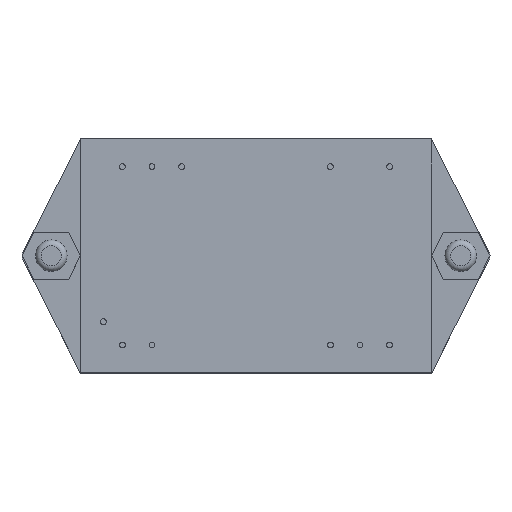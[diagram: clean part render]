
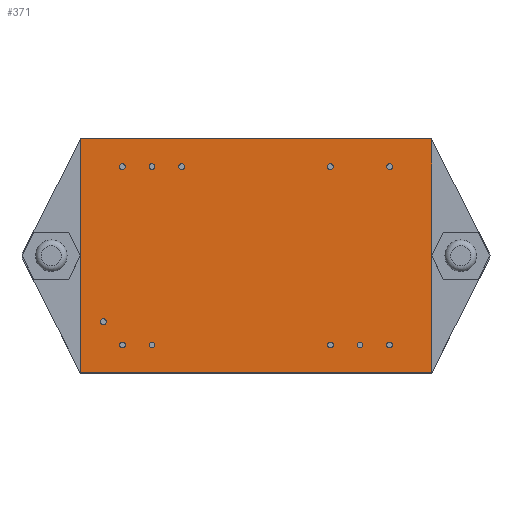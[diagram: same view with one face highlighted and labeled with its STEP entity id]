
A CAD part, top view. The second image highlights one B-rep face of the part: STEP entity #371.
In plain terms, the highlighted planar face has unit normal (0, 0, 1).
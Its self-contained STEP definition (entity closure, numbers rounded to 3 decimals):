
#371=ADVANCED_FACE('',(#974,#976,#978,#980,#982,#984,#986,#988,#990,#992,#994,#996),
#998,.T.);
#974=FACE_BOUND('',#975,.T.);
#975=EDGE_LOOP('',(#1521,#1522,#1523,#1524));
#976=FACE_BOUND('',#977,.T.);
#977=EDGE_LOOP('',(#1525));
#978=FACE_BOUND('',#979,.T.);
#979=EDGE_LOOP('',(#1526));
#980=FACE_BOUND('',#981,.T.);
#981=EDGE_LOOP('',(#1527));
#982=FACE_BOUND('',#983,.T.);
#983=EDGE_LOOP('',(#1528));
#984=FACE_BOUND('',#985,.T.);
#985=EDGE_LOOP('',(#1529));
#986=FACE_BOUND('',#987,.T.);
#987=EDGE_LOOP('',(#1530));
#988=FACE_BOUND('',#989,.T.);
#989=EDGE_LOOP('',(#1531));
#990=FACE_BOUND('',#991,.T.);
#991=EDGE_LOOP('',(#1532));
#992=FACE_BOUND('',#993,.T.);
#993=EDGE_LOOP('',(#1533));
#994=FACE_BOUND('',#995,.T.);
#995=EDGE_LOOP('',(#1534));
#996=FACE_BOUND('',#997,.T.);
#997=EDGE_LOOP('',(#1535));
#998=PLANE('',#999);
#999=AXIS2_PLACEMENT_3D('',#1000,#1001,#1002);
#1000=CARTESIAN_POINT('',(0.,0.,10.2));
#1001=DIRECTION('',(0.,0.,1.));
#1002=DIRECTION('',(1.,0.,0.));
#1521=ORIENTED_EDGE('',*,*,#1747,.T.);
#1522=ORIENTED_EDGE('',*,*,#1748,.T.);
#1523=ORIENTED_EDGE('',*,*,#1749,.T.);
#1524=ORIENTED_EDGE('',*,*,#1750,.T.);
#1525=ORIENTED_EDGE('',*,*,#1751,.F.);
#1526=ORIENTED_EDGE('',*,*,#1752,.F.);
#1527=ORIENTED_EDGE('',*,*,#1753,.F.);
#1528=ORIENTED_EDGE('',*,*,#1754,.F.);
#1529=ORIENTED_EDGE('',*,*,#1755,.F.);
#1530=ORIENTED_EDGE('',*,*,#1756,.F.);
#1531=ORIENTED_EDGE('',*,*,#1757,.F.);
#1532=ORIENTED_EDGE('',*,*,#1758,.F.);
#1533=ORIENTED_EDGE('',*,*,#1759,.F.);
#1534=ORIENTED_EDGE('',*,*,#1760,.F.);
#1535=ORIENTED_EDGE('',*,*,#1761,.F.);
#1747=EDGE_CURVE('',#1860,#1861,#1862,.T.);
#1748=EDGE_CURVE('',#1861,#1863,#1864,.T.);
#1749=EDGE_CURVE('',#1863,#1865,#1866,.T.);
#1750=EDGE_CURVE('',#1865,#1860,#1867,.T.);
#1751=EDGE_CURVE('',#1868,#1868,#1869,.T.);
#1752=EDGE_CURVE('',#1870,#1870,#1871,.T.);
#1753=EDGE_CURVE('',#1872,#1872,#1873,.T.);
#1754=EDGE_CURVE('',#1874,#1874,#1875,.T.);
#1755=EDGE_CURVE('',#1876,#1876,#1877,.T.);
#1756=EDGE_CURVE('',#1878,#1878,#1879,.T.);
#1757=EDGE_CURVE('',#1880,#1880,#1881,.T.);
#1758=EDGE_CURVE('',#1882,#1882,#1883,.T.);
#1759=EDGE_CURVE('',#1884,#1884,#1885,.T.);
#1760=EDGE_CURVE('',#1886,#1886,#1887,.T.);
#1761=EDGE_CURVE('',#1888,#1888,#1889,.T.);
#1860=VERTEX_POINT('',#2058);
#1861=VERTEX_POINT('',#2059);
#1862=LINE('',#2060,#2061);
#1863=VERTEX_POINT('',#2063);
#1864=LINE('',#2064,#2065);
#1865=VERTEX_POINT('',#2067);
#1866=LINE('',#2068,#2069);
#1867=LINE('',#2071,#2072);
#1868=VERTEX_POINT('',#2074);
#1869=CIRCLE('',#2075,0.25);
#1870=VERTEX_POINT('',#2079);
#1871=CIRCLE('',#2080,0.25);
#1872=VERTEX_POINT('',#2084);
#1873=CIRCLE('',#2085,0.25);
#1874=VERTEX_POINT('',#2089);
#1875=CIRCLE('',#2090,0.25);
#1876=VERTEX_POINT('',#2094);
#1877=CIRCLE('',#2095,0.25);
#1878=VERTEX_POINT('',#2099);
#1879=CIRCLE('',#2100,0.25);
#1880=VERTEX_POINT('',#2104);
#1881=CIRCLE('',#2105,0.25);
#1882=VERTEX_POINT('',#2109);
#1883=CIRCLE('',#2110,0.25);
#1884=VERTEX_POINT('',#2114);
#1885=CIRCLE('',#2115,0.25);
#1886=VERTEX_POINT('',#2119);
#1887=CIRCLE('',#2120,0.25);
#1888=VERTEX_POINT('',#2124);
#1889=CIRCLE('',#2125,0.25);
#2058=CARTESIAN_POINT('',(35.,0.,10.2));
#2059=CARTESIAN_POINT('',(35.,20.,10.2));
#2060=CARTESIAN_POINT('',(35.,0.,10.2));
#2061=VECTOR('',#2062,1.);
#2062=DIRECTION('',(0.,1.,0.));
#2063=CARTESIAN_POINT('',(5.,20.,10.2));
#2064=CARTESIAN_POINT('',(35.,20.,10.2));
#2065=VECTOR('',#2066,1.);
#2066=DIRECTION('',(-1.,0.,0.));
#2067=CARTESIAN_POINT('',(5.,0.,10.2));
#2068=CARTESIAN_POINT('',(5.,20.,10.2));
#2069=VECTOR('',#2070,1.);
#2070=DIRECTION('',(0.,-1.,0.));
#2071=CARTESIAN_POINT('',(5.,0.,10.2));
#2072=VECTOR('',#2073,1.);
#2073=DIRECTION('',(1.,0.,0.));
#2074=CARTESIAN_POINT('',(7.2,4.37,10.2));
#2075=AXIS2_PLACEMENT_3D('',#2076,#2077,#2078);
#2076=CARTESIAN_POINT('',(6.95,4.37,10.2));
#2077=DIRECTION('',(0.,0.,1.));
#2078=DIRECTION('',(1.,0.,0.));
#2079=CARTESIAN_POINT('',(8.82,2.38,10.2));
#2080=AXIS2_PLACEMENT_3D('',#2081,#2082,#2083);
#2081=CARTESIAN_POINT('',(8.57,2.38,10.2));
#2082=DIRECTION('',(0.,0.,1.));
#2083=DIRECTION('',(1.,0.,0.));
#2084=CARTESIAN_POINT('',(11.36,2.38,10.2));
#2085=AXIS2_PLACEMENT_3D('',#2086,#2087,#2088);
#2086=CARTESIAN_POINT('',(11.11,2.38,10.2));
#2087=DIRECTION('',(0.,0.,1.));
#2088=DIRECTION('',(1.,0.,0.));
#2089=CARTESIAN_POINT('',(8.82,17.62,10.2));
#2090=AXIS2_PLACEMENT_3D('',#2091,#2092,#2093);
#2091=CARTESIAN_POINT('',(8.57,17.62,10.2));
#2092=DIRECTION('',(0.,0.,1.));
#2093=DIRECTION('',(1.,0.,0.));
#2094=CARTESIAN_POINT('',(11.36,17.62,10.2));
#2095=AXIS2_PLACEMENT_3D('',#2096,#2097,#2098);
#2096=CARTESIAN_POINT('',(11.11,17.62,10.2));
#2097=DIRECTION('',(0.,0.,1.));
#2098=DIRECTION('',(1.,0.,0.));
#2099=CARTESIAN_POINT('',(13.9,17.62,10.2));
#2100=AXIS2_PLACEMENT_3D('',#2101,#2102,#2103);
#2101=CARTESIAN_POINT('',(13.65,17.62,10.2));
#2102=DIRECTION('',(0.,0.,1.));
#2103=DIRECTION('',(1.,0.,0.));
#2104=CARTESIAN_POINT('',(26.6,2.38,10.2));
#2105=AXIS2_PLACEMENT_3D('',#2106,#2107,#2108);
#2106=CARTESIAN_POINT('',(26.35,2.38,10.2));
#2107=DIRECTION('',(0.,0.,1.));
#2108=DIRECTION('',(1.,0.,0.));
#2109=CARTESIAN_POINT('',(29.14,2.38,10.2));
#2110=AXIS2_PLACEMENT_3D('',#2111,#2112,#2113);
#2111=CARTESIAN_POINT('',(28.89,2.38,10.2));
#2112=DIRECTION('',(0.,0.,1.));
#2113=DIRECTION('',(1.,0.,0.));
#2114=CARTESIAN_POINT('',(31.68,2.38,10.2));
#2115=AXIS2_PLACEMENT_3D('',#2116,#2117,#2118);
#2116=CARTESIAN_POINT('',(31.43,2.38,10.2));
#2117=DIRECTION('',(0.,0.,1.));
#2118=DIRECTION('',(1.,0.,0.));
#2119=CARTESIAN_POINT('',(26.6,17.62,10.2));
#2120=AXIS2_PLACEMENT_3D('',#2121,#2122,#2123);
#2121=CARTESIAN_POINT('',(26.35,17.62,10.2));
#2122=DIRECTION('',(0.,0.,1.));
#2123=DIRECTION('',(1.,0.,0.));
#2124=CARTESIAN_POINT('',(31.68,17.62,10.2));
#2125=AXIS2_PLACEMENT_3D('',#2126,#2127,#2128);
#2126=CARTESIAN_POINT('',(31.43,17.62,10.2));
#2127=DIRECTION('',(0.,0.,1.));
#2128=DIRECTION('',(1.,0.,0.));
